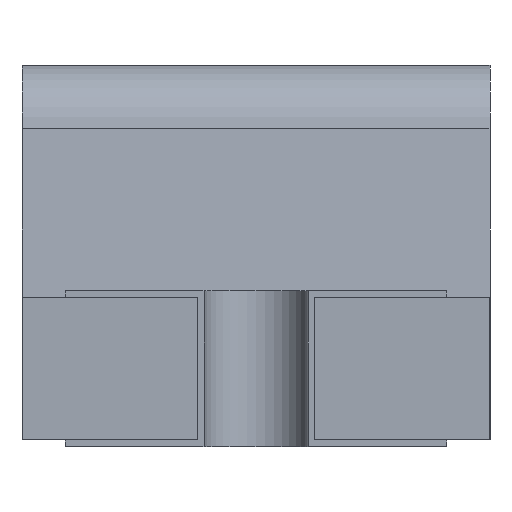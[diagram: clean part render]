
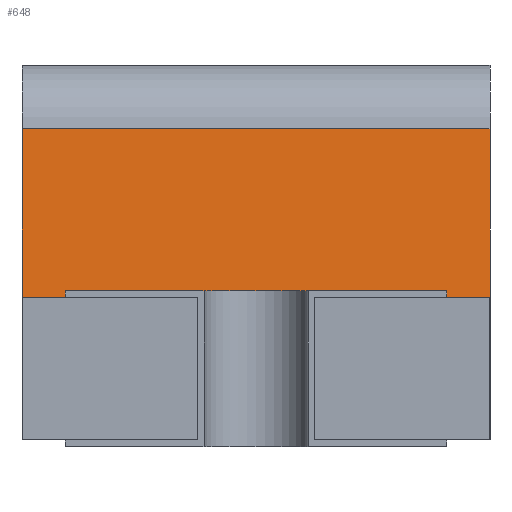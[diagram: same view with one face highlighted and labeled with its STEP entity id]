
A CAD part, left-side view. The second image highlights one B-rep face of the part: STEP entity #648.
In plain terms, the highlighted planar face has unit normal (-0.996, 0, 0.087).
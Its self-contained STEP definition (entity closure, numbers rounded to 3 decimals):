
#648=ADVANCED_FACE('',(#1344),#1346,.T.);
#1344=FACE_BOUND('',#1345,.T.);
#1345=EDGE_LOOP('',(#1709,#1710,#1711,#1712));
#1346=PLANE('',#1347);
#1347=AXIS2_PLACEMENT_3D('',#1348,#1349,#1350);
#1348=CARTESIAN_POINT('',(0.25,-0.675,0.431));
#1349=DIRECTION('',(-0.996,0.,0.087));
#1350=DIRECTION('',(0.087,0.,0.996));
#1709=ORIENTED_EDGE('',*,*,#1906,.T.);
#1710=ORIENTED_EDGE('',*,*,#1907,.T.);
#1711=ORIENTED_EDGE('',*,*,#1908,.F.);
#1712=ORIENTED_EDGE('',*,*,#1904,.F.);
#1904=EDGE_CURVE('',#2199,#2201,#2202,.T.);
#1906=EDGE_CURVE('',#2199,#2204,#2205,.T.);
#1907=EDGE_CURVE('',#2204,#2206,#2207,.T.);
#1908=EDGE_CURVE('',#2201,#2206,#2208,.T.);
#2199=VERTEX_POINT('',#2863);
#2201=VERTEX_POINT('',#2867);
#2202=LINE('',#2868,#2869);
#2204=VERTEX_POINT('',#2874);
#2205=LINE('',#2875,#2876);
#2206=VERTEX_POINT('',#2878);
#2207=LINE('',#2879,#2880);
#2208=LINE('',#2882,#2883);
#2863=CARTESIAN_POINT('',(0.25,-0.675,0.431));
#2867=CARTESIAN_POINT('',(0.25,0.675,0.431));
#2868=CARTESIAN_POINT('',(0.25,-0.675,0.431));
#2869=VECTOR('',#2870,1.);
#2870=DIRECTION('',(0.,1.,0.));
#2874=CARTESIAN_POINT('',(0.293,-0.675,0.917));
#2875=CARTESIAN_POINT('',(0.25,-0.675,0.431));
#2876=VECTOR('',#2877,1.);
#2877=DIRECTION('',(0.087,0.,0.996));
#2878=CARTESIAN_POINT('',(0.293,0.675,0.917));
#2879=CARTESIAN_POINT('',(0.293,-0.675,0.917));
#2880=VECTOR('',#2881,1.);
#2881=DIRECTION('',(0.,1.,0.));
#2882=CARTESIAN_POINT('',(0.25,0.675,0.431));
#2883=VECTOR('',#2884,1.);
#2884=DIRECTION('',(0.087,0.,0.996));
